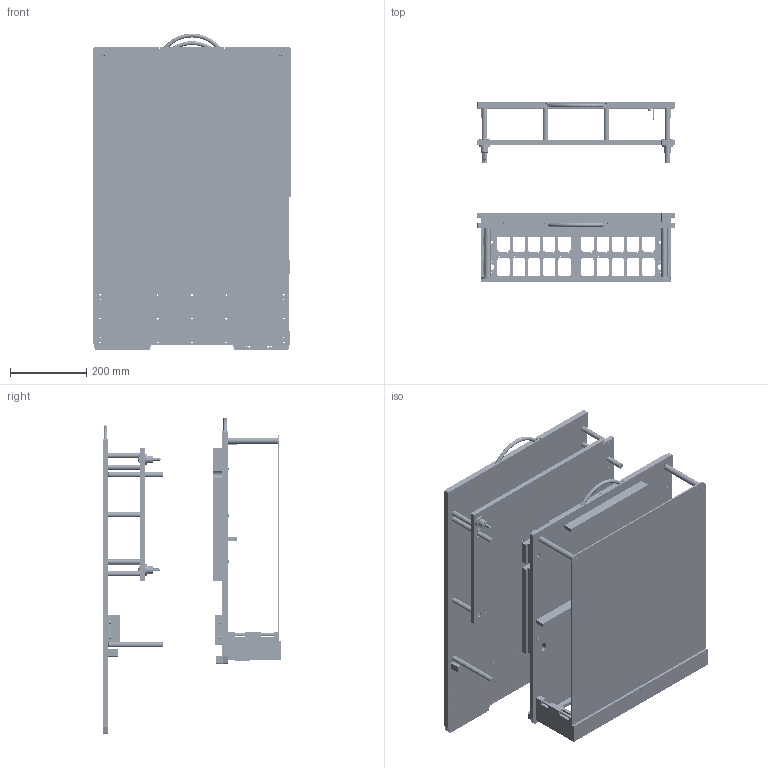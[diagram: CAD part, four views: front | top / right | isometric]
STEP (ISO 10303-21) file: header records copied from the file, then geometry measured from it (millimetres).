
FILE_DESCRIPTION (( 'STEP AP214' ), '1' );
FILE_NAME ('INGUN_116630.STEP', '2025-06-16T11:29:49', ( '' ), ( '' ), 'SwSTEP 2.0', 'SolidWorks 2023', '' );
FILE_SCHEMA (( 'AUTOMOTIVE_DESIGN' ));
Length unit declared in the file: millimetre
Products named in the file (57): 2807_1~0; 30419~2_S; 30420~0_S; DIN912~n_M04,0x016; 21112~0; DIN912~n_M04,0x008; 2807_2~0; 37094~2_Prüflingsspezifische Bearbeitung <S>; 116631~0_S; 30423~1_S; 116638~0_S; 31648~0_S; 5332~0; DIN912~n_M04,0x018; DIN923~n_M04x10-A2; 30421~0_S; 48882~0; DIN7991~n_M04,0x010; 37192~1_Prüflingsspezifische Bearbeitung WSO<S>; 116639~0_S; 30424~0_S; 30429~2_S; INGUN_116630; 48883~0; DIN6325~n_08,0m6x060; DIN912~n_M04,0x025; 116632~0_S; 2807_4~0; 8233~0; DIN912~n_M06,0x016; 24242~1; DIN912~n_M05,0x016; 37093~0_Prüflingsspezifische Bearbeitung <S>; 2807~0; 30428~2_S; 2807_3~0; DIN6325~n_04,0m6x036; DIN912~n_M04,0x012; DIN7991~n_M05,0x016; 2806~1 ...
Assembly tree (189 placements, depth 4):
  INGUN_116630
    116632~0_S
      37093~0_Prüflingsspezifische Bearbeitung <S>
      100736~0_Prüflingsspezifische Bearbeitung <S>
      37192~1_Prüflingsspezifische Bearbeitung WSU<S>
      116634~0_S
        30430~2_S
        30420~0_S
        30422~0_S
        30419~2_S  x2
        8233~0  x2
        31648~0_S  x2
        DIN912~n_M04,0x012  x16
        DIN7991~n_M04,0x010  x7
        DIN6325~n_08,0m6x050  x2
        DIN6325~n_08,0m6x060  x2
        DIN912~n_M04,0x016  x3
        DIN912~n_M06,0x016  x6
        DIN6325~n_06,0m6x024  x4
      30424~0_S  x2
      32097~0_S
      21112~0
      30428~2_S
      30421~0_S  x2
      5332~0
      8233~0  x2
      Gewindebuchse~n_M04-09,5 offen  x5
      30423~1_S
      2806~1
      3917~3_M 3 A
      116638~0_S
      116639~0_S
      DIN912~n_M04,0x025  x2
      DIN6325~n_04,0m6x014  x4
      DIN912~n_M04,0x016  x2
      DIN7991~n_M04,0x010  x4
      DIN7991~n_M05,0x016  x3
      DIN912~n_M04,0x008  x2
      DIN6325~n_04,0m6x036  x2
      DIN912~n_M04,0x035  x5
      DIN912~n_M04,0x020  x15
    116631~0_S
      37094~2_Prüflingsspezifische Bearbeitung <S>
      48882~0  x6
      2807~0  x6
        2807_3~0
        2807_1~0
        2807_2~0
        2807_4~0
      37192~1_Prüflingsspezifische Bearbeitung WSO<S>
      31656~2  x2
      24242~1
      24241~1
      31782~0_S  x2
      21112~0
      32097~0_S
      5332~0
      2806~1
      3917~3_M 3 A
      48883~0  x4
Bounding box: 520 x 468.5 x 830.43 mm (x, y, z)
Volume: 19398630.8 mm3; surface area: 3697975.3 mm2
Topology: 230 solids, 230 shells, 6516 faces, 15871 edges, 10167 vertices
Faces by surface type: cylinder 2805, plane 2183, cone 794, bspline 378, torus 192, sphere 164
Entity records: 97971 total; most frequent: CARTESIAN_POINT 24094, DIRECTION 13980, ORIENTED_EDGE 12830, EDGE_CURVE 6415, AXIS2_PLACEMENT_3D 5362, VERTEX_POINT 4194, EDGE_LOOP 3371, VECTOR 3256
